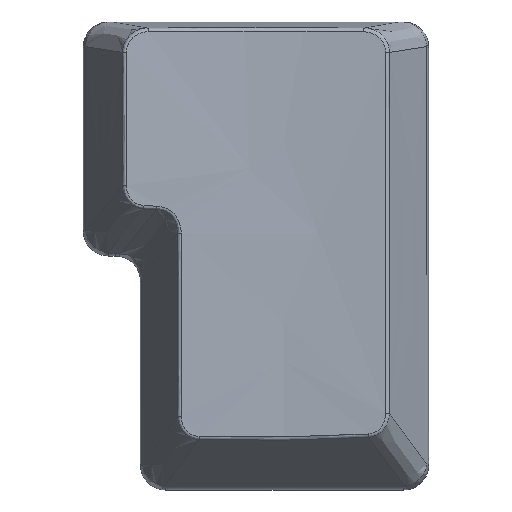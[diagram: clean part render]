
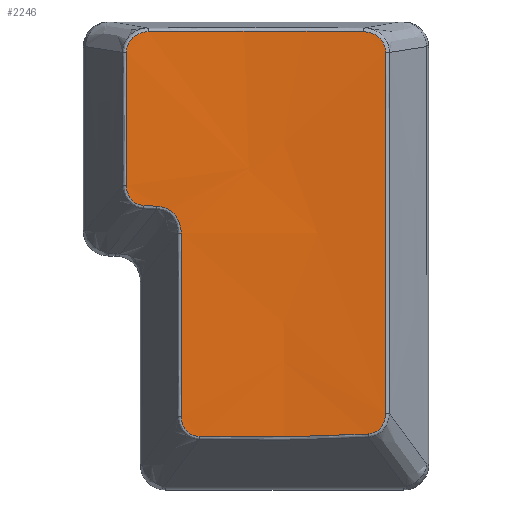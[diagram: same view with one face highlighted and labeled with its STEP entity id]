
A CAD part, top view. The second image highlights one B-rep face of the part: STEP entity #2246.
In plain terms, the highlighted free-form (B-spline) face has degree [1, 2] with [2, 3] control points.
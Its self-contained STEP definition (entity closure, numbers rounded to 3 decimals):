
#20=(
BOUNDED_SURFACE()
B_SPLINE_SURFACE(1,2,((#4208,#4209,#4210),(#4211,#4212,#4213)),
 .UNSPECIFIED.,.F.,.F.,.F.)
B_SPLINE_SURFACE_WITH_KNOTS((2,2),(3,3),(-0.104,0.213),
(-1.672,-1.47),.UNSPECIFIED.)
GEOMETRIC_REPRESENTATION_ITEM()
RATIONAL_B_SPLINE_SURFACE(((1.,0.995,1.),(1.,0.995,
1.)))
REPRESENTATION_ITEM('')
SURFACE()
);
#404=FACE_OUTER_BOUND('',#541,.T.);
#541=EDGE_LOOP('',(#1649,#1650,#1651,#1652,#1653,#1654,#1655,#1656,#1657,
#1658,#1659,#1660));
#679=B_SPLINE_CURVE_WITH_KNOTS('',3,(#3750,#3751,#3752,#3753,#3754,#3755),
 .UNSPECIFIED.,.F.,.F.,(4,1,1,4),(0.,0.114,0.19,
0.267),.UNSPECIFIED.);
#680=B_SPLINE_CURVE_WITH_KNOTS('',3,(#3777,#3778,#3779,#3780),
 .UNSPECIFIED.,.F.,.F.,(4,4),(-2.872,0.),.UNSPECIFIED.);
#683=B_SPLINE_CURVE_WITH_KNOTS('',3,(#3825,#3826,#3827,#3828,#3829,#3830),
 .UNSPECIFIED.,.F.,.F.,(4,1,1,4),(0.,0.102,0.17,
0.238),.UNSPECIFIED.);
#684=B_SPLINE_CURVE_WITH_KNOTS('',3,(#3849,#3850,#3851,#3852),
 .UNSPECIFIED.,.F.,.F.,(4,4),(0.,1.349),.UNSPECIFIED.);
#685=B_SPLINE_CURVE_WITH_KNOTS('',3,(#3880,#3881,#3882,#3883,#3884),
 .UNSPECIFIED.,.F.,.F.,(4,1,4),(0.,0.102,
0.238),.UNSPECIFIED.);
#686=B_SPLINE_CURVE_WITH_KNOTS('',3,(#3907,#3908,#3909,#3910),
 .UNSPECIFIED.,.F.,.F.,(4,4),(0.,1.456),
 .UNSPECIFIED.);
#687=B_SPLINE_CURVE_WITH_KNOTS('',3,(#3938,#3939,#3940,#3941,#3942),
 .UNSPECIFIED.,.F.,.F.,(4,1,4),(0.,0.183,
0.32),.UNSPECIFIED.);
#688=B_SPLINE_CURVE_WITH_KNOTS('',3,(#3965,#3966,#3967,#3968),
 .UNSPECIFIED.,.F.,.F.,(4,4),(0.,0.105),
 .UNSPECIFIED.);
#690=B_SPLINE_CURVE_WITH_KNOTS('',3,(#4002,#4003,#4004,#4005,#4006),
 .UNSPECIFIED.,.F.,.F.,(4,1,4),(0.,0.101,
0.237),.UNSPECIFIED.);
#691=B_SPLINE_CURVE_WITH_KNOTS('',3,(#4028,#4029,#4030,#4031),
 .UNSPECIFIED.,.F.,.F.,(4,4),(-1.058,0.),.UNSPECIFIED.);
#694=B_SPLINE_CURVE_WITH_KNOTS('',3,(#4077,#4078,#4079,#4080,#4081,#4082),
 .UNSPECIFIED.,.F.,.F.,(4,1,1,4),(0.,0.076,0.152,
0.267),.UNSPECIFIED.);
#696=B_SPLINE_CURVE_WITH_KNOTS('',3,(#4107,#4108,#4109,#4110),
 .UNSPECIFIED.,.F.,.F.,(4,4),(0.,1.721),
 .UNSPECIFIED.);
#913=VERTEX_POINT('',#3738);
#916=VERTEX_POINT('',#3748);
#917=VERTEX_POINT('',#3776);
#919=VERTEX_POINT('',#3817);
#920=VERTEX_POINT('',#3847);
#921=VERTEX_POINT('',#3878);
#922=VERTEX_POINT('',#3905);
#923=VERTEX_POINT('',#3936);
#924=VERTEX_POINT('',#3963);
#925=VERTEX_POINT('',#3994);
#927=VERTEX_POINT('',#4027);
#929=VERTEX_POINT('',#4068);
#1174=EDGE_CURVE('',#916,#913,#679,.T.);
#1175=EDGE_CURVE('',#913,#917,#680,.T.);
#1180=EDGE_CURVE('',#917,#919,#683,.T.);
#1182=EDGE_CURVE('',#919,#920,#684,.T.);
#1184=EDGE_CURVE('',#920,#921,#685,.T.);
#1186=EDGE_CURVE('',#921,#922,#686,.T.);
#1188=EDGE_CURVE('',#922,#923,#687,.T.);
#1190=EDGE_CURVE('',#923,#924,#688,.T.);
#1193=EDGE_CURVE('',#924,#925,#690,.T.);
#1194=EDGE_CURVE('',#925,#927,#691,.T.);
#1199=EDGE_CURVE('',#927,#929,#694,.T.);
#1201=EDGE_CURVE('',#929,#916,#696,.T.);
#1649=ORIENTED_EDGE('',*,*,#1174,.F.);
#1650=ORIENTED_EDGE('',*,*,#1201,.F.);
#1651=ORIENTED_EDGE('',*,*,#1199,.F.);
#1652=ORIENTED_EDGE('',*,*,#1194,.F.);
#1653=ORIENTED_EDGE('',*,*,#1193,.F.);
#1654=ORIENTED_EDGE('',*,*,#1190,.F.);
#1655=ORIENTED_EDGE('',*,*,#1188,.F.);
#1656=ORIENTED_EDGE('',*,*,#1186,.F.);
#1657=ORIENTED_EDGE('',*,*,#1184,.F.);
#1658=ORIENTED_EDGE('',*,*,#1182,.F.);
#1659=ORIENTED_EDGE('',*,*,#1180,.F.);
#1660=ORIENTED_EDGE('',*,*,#1175,.F.);
#2246=ADVANCED_FACE('',(#404),#20,.T.);
#3738=CARTESIAN_POINT('',(8.038,16.177,6.127));
#3748=CARTESIAN_POINT('',(6.302,17.817,5.935));
#3750=CARTESIAN_POINT('Ctrl Pts',(6.302,17.817,5.935));
#3751=CARTESIAN_POINT('Ctrl Pts',(6.68,17.814,5.967));
#3752=CARTESIAN_POINT('Ctrl Pts',(7.312,17.622,6.027));
#3753=CARTESIAN_POINT('Ctrl Pts',(7.914,16.939,6.099));
#3754=CARTESIAN_POINT('Ctrl Pts',(8.038,16.431,6.122));
#3755=CARTESIAN_POINT('Ctrl Pts',(8.038,16.177,6.127));
#3776=CARTESIAN_POINT('',(8.029,-12.535,6.673));
#3777=CARTESIAN_POINT('Ctrl Pts',(8.038,16.177,6.127));
#3778=CARTESIAN_POINT('Ctrl Pts',(8.035,6.607,6.309));
#3779=CARTESIAN_POINT('Ctrl Pts',(8.032,-2.964,6.491));
#3780=CARTESIAN_POINT('Ctrl Pts',(8.029,-12.535,6.673));
#3817=CARTESIAN_POINT('',(6.64,-14.165,6.574));
#3825=CARTESIAN_POINT('Ctrl Pts',(8.029,-12.535,6.673));
#3826=CARTESIAN_POINT('Ctrl Pts',(8.029,-12.875,6.68));
#3827=CARTESIAN_POINT('Ctrl Pts',(7.89,-13.45,6.676));
#3828=CARTESIAN_POINT('Ctrl Pts',(7.312,-14.025,6.631));
#3829=CARTESIAN_POINT('Ctrl Pts',(6.865,-14.153,6.593));
#3830=CARTESIAN_POINT('Ctrl Pts',(6.64,-14.165,6.574));
#3847=CARTESIAN_POINT('',(-6.79,-14.351,6.29));
#3849=CARTESIAN_POINT('Ctrl Pts',(6.64,-14.165,6.574));
#3850=CARTESIAN_POINT('Ctrl Pts',(2.181,-14.415,6.19));
#3851=CARTESIAN_POINT('Ctrl Pts',(-2.314,-14.477,6.095));
#3852=CARTESIAN_POINT('Ctrl Pts',(-6.79,-14.351,6.29));
#3878=CARTESIAN_POINT('',(-8.207,-12.758,6.332));
#3880=CARTESIAN_POINT('Ctrl Pts',(-6.79,-14.351,6.29));
#3881=CARTESIAN_POINT('Ctrl Pts',(-7.129,-14.341,6.304));
#3882=CARTESIAN_POINT('Ctrl Pts',(-7.922,-14.03,6.338));
#3883=CARTESIAN_POINT('Ctrl Pts',(-8.206,-13.211,6.34));
#3884=CARTESIAN_POINT('Ctrl Pts',(-8.207,-12.758,6.332));
#3905=CARTESIAN_POINT('',(-8.218,1.803,6.054));
#3907=CARTESIAN_POINT('Ctrl Pts',(-8.207,-12.758,6.332));
#3908=CARTESIAN_POINT('Ctrl Pts',(-8.21,-7.904,6.239));
#3909=CARTESIAN_POINT('Ctrl Pts',(-8.214,-3.051,6.147));
#3910=CARTESIAN_POINT('Ctrl Pts',(-8.218,1.803,6.054));
#3936=CARTESIAN_POINT('',(-10.137,3.946,6.143));
#3938=CARTESIAN_POINT('Ctrl Pts',(-8.218,1.803,6.054));
#3939=CARTESIAN_POINT('Ctrl Pts',(-8.218,2.413,6.043));
#3940=CARTESIAN_POINT('Ctrl Pts',(-8.62,3.508,6.044));
#3941=CARTESIAN_POINT('Ctrl Pts',(-9.682,3.924,6.108));
#3942=CARTESIAN_POINT('Ctrl Pts',(-10.137,3.946,6.143));
#3963=CARTESIAN_POINT('',(-11.175,3.997,6.227));
#3965=CARTESIAN_POINT('Ctrl Pts',(-10.137,3.946,6.143));
#3966=CARTESIAN_POINT('Ctrl Pts',(-10.483,3.962,6.169));
#3967=CARTESIAN_POINT('Ctrl Pts',(-10.829,3.979,6.197));
#3968=CARTESIAN_POINT('Ctrl Pts',(-11.175,3.997,6.227));
#3994=CARTESIAN_POINT('',(-12.574,5.599,6.328));
#4002=CARTESIAN_POINT('Ctrl Pts',(-11.175,3.997,6.227));
#4003=CARTESIAN_POINT('Ctrl Pts',(-11.51,4.015,6.256));
#4004=CARTESIAN_POINT('Ctrl Pts',(-12.287,4.338,6.322));
#4005=CARTESIAN_POINT('Ctrl Pts',(-12.574,5.149,6.336));
#4006=CARTESIAN_POINT('Ctrl Pts',(-12.574,5.599,6.328));
#4027=CARTESIAN_POINT('',(-12.578,16.177,6.127));
#4028=CARTESIAN_POINT('Ctrl Pts',(-12.574,5.599,6.328));
#4029=CARTESIAN_POINT('Ctrl Pts',(-12.575,9.125,6.261));
#4030=CARTESIAN_POINT('Ctrl Pts',(-12.576,12.651,6.194));
#4031=CARTESIAN_POINT('Ctrl Pts',(-12.578,16.177,6.127));
#4068=CARTESIAN_POINT('',(-10.842,17.817,5.935));
#4077=CARTESIAN_POINT('Ctrl Pts',(-12.578,16.177,6.127));
#4078=CARTESIAN_POINT('Ctrl Pts',(-12.578,16.431,6.122));
#4079=CARTESIAN_POINT('Ctrl Pts',(-12.454,16.938,6.099));
#4080=CARTESIAN_POINT('Ctrl Pts',(-11.852,17.622,6.027));
#4081=CARTESIAN_POINT('Ctrl Pts',(-11.22,17.814,5.967));
#4082=CARTESIAN_POINT('Ctrl Pts',(-10.842,17.817,5.935));
#4107=CARTESIAN_POINT('Ctrl Pts',(-10.842,17.817,5.935));
#4108=CARTESIAN_POINT('Ctrl Pts',(-5.141,17.859,5.457));
#4109=CARTESIAN_POINT('Ctrl Pts',(0.601,17.859,5.457));
#4110=CARTESIAN_POINT('Ctrl Pts',(6.302,17.817,5.935));
#4208=CARTESIAN_POINT('Ctrl Pts',(-12.578,17.871,6.094));
#4209=CARTESIAN_POINT('Ctrl Pts',(-2.27,17.851,5.055));
#4210=CARTESIAN_POINT('Ctrl Pts',(8.038,17.871,6.094));
#4211=CARTESIAN_POINT('Ctrl Pts',(-12.578,-14.417,6.71));
#4212=CARTESIAN_POINT('Ctrl Pts',(-2.27,-14.437,5.671));
#4213=CARTESIAN_POINT('Ctrl Pts',(8.038,-14.417,6.71));
